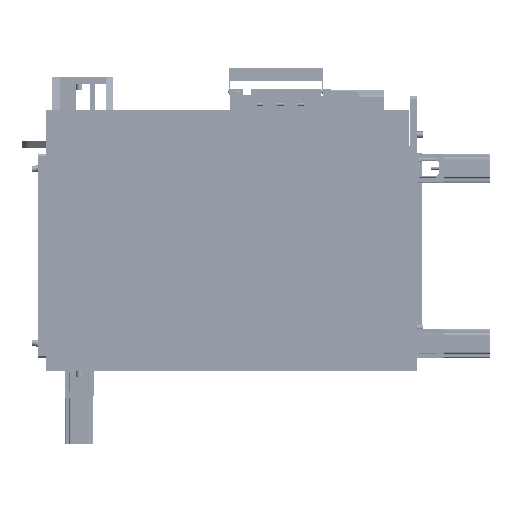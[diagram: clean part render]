
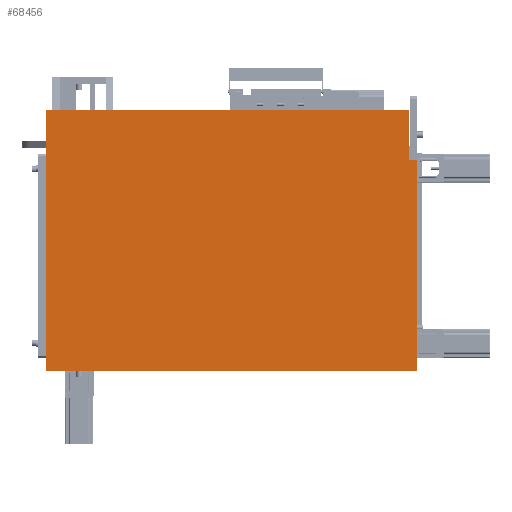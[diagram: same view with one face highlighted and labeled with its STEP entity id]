
A CAD part, front view. The second image highlights one B-rep face of the part: STEP entity #68456.
In plain terms, the highlighted face is planar.
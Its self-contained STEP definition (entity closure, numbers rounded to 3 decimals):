
#13073=PLANE('',#72306);
#15831=VECTOR('',#80465,1.);
#15849=VECTOR('',#80486,1.);
#15850=VECTOR('',#80487,1.);
#15851=VECTOR('',#80488,1.);
#15852=VECTOR('',#80489,1.);
#15853=VECTOR('',#80490,1.);
#20205=LINE('',#101917,#15831);
#20223=LINE('',#101952,#15849);
#20224=LINE('',#101954,#15850);
#20225=LINE('',#101956,#15851);
#20226=LINE('',#101958,#15852);
#20227=LINE('',#101960,#15853);
#24762=VERTEX_POINT('',#101916);
#24763=VERTEX_POINT('',#101918);
#24777=VERTEX_POINT('',#101953);
#24778=VERTEX_POINT('',#101955);
#24779=VERTEX_POINT('',#101957);
#24780=VERTEX_POINT('',#101959);
#34408=EDGE_CURVE('',#24763,#24762,#20205,.T.);
#34426=EDGE_CURVE('',#24777,#24763,#20223,.T.);
#34427=EDGE_CURVE('',#24778,#24762,#20224,.T.);
#34428=EDGE_CURVE('',#24779,#24778,#20225,.T.);
#34429=EDGE_CURVE('',#24780,#24779,#20226,.T.);
#34430=EDGE_CURVE('',#24780,#24777,#20227,.T.);
#45929=ORIENTED_EDGE('',*,*,#34426,.T.);
#45930=ORIENTED_EDGE('',*,*,#34408,.T.);
#45931=ORIENTED_EDGE('',*,*,#34427,.F.);
#45932=ORIENTED_EDGE('',*,*,#34428,.F.);
#45933=ORIENTED_EDGE('',*,*,#34429,.F.);
#45934=ORIENTED_EDGE('',*,*,#34430,.T.);
#59491=EDGE_LOOP('',(#45929,#45930,#45931,#45932,#45933,#45934));
#64107=FACE_BOUND('',#59491,.T.);
#68456=ADVANCED_FACE('',(#64107),#13073,.T.);
#72306=AXIS2_PLACEMENT_3D('',#101951,#80485,$);
#80465=DIRECTION('',(0.,-1.,0.));
#80485=DIRECTION('',(0.,0.,1.));
#80486=DIRECTION('',(-1.,0.,0.));
#80487=DIRECTION('',(-1.,0.,0.));
#80488=DIRECTION('',(0.,-1.,0.));
#80489=DIRECTION('',(1.,0.,0.));
#80490=DIRECTION('',(0.,1.,0.));
#101916=CARTESIAN_POINT('',(-456.5,-231.,4.));
#101917=CARTESIAN_POINT('',(-456.5,-231.,4.));
#101918=CARTESIAN_POINT('',(-456.5,286.,4.));
#101951=CARTESIAN_POINT('',(0.,0.,4.));
#101952=CARTESIAN_POINT('',(-261.5,286.,4.));
#101953=CARTESIAN_POINT('',(261.5,286.,4.));
#101954=CARTESIAN_POINT('',(-261.5,-231.,4.));
#101955=CARTESIAN_POINT('',(277.5,-231.,4.));
#101956=CARTESIAN_POINT('',(277.5,-186.,4.));
#101957=CARTESIAN_POINT('',(277.5,186.,4.));
#101958=CARTESIAN_POINT('',(277.5,186.,4.));
#101959=CARTESIAN_POINT('',(261.5,186.,4.));
#101960=CARTESIAN_POINT('',(261.5,186.,4.));
